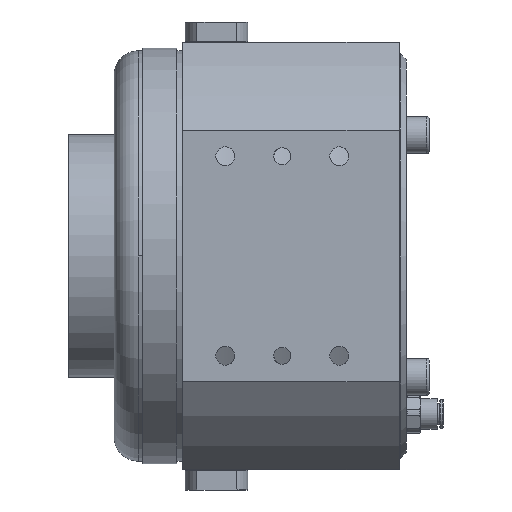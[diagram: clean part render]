
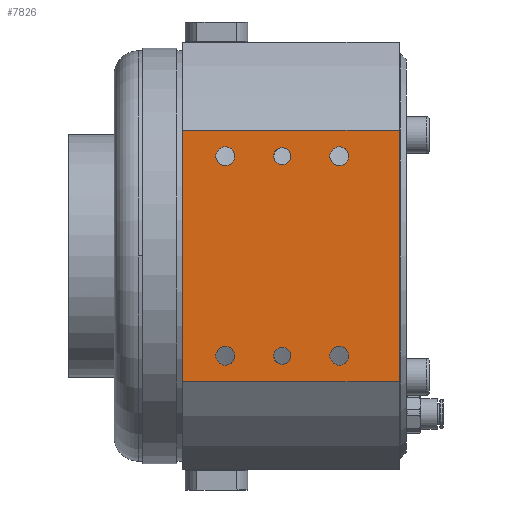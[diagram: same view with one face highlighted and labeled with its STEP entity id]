
A CAD part, front view. The second image highlights one B-rep face of the part: STEP entity #7826.
In plain terms, the highlighted planar face has unit normal (0, -1, 0).
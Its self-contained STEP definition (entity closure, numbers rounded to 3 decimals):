
#204=FACE_BOUND('',#1072,.T.);
#205=FACE_BOUND('',#1073,.T.);
#206=FACE_BOUND('',#1074,.T.);
#207=FACE_BOUND('',#1075,.T.);
#208=FACE_BOUND('',#1076,.T.);
#209=FACE_BOUND('',#1077,.T.);
#344=PLANE('',#8419);
#625=FACE_OUTER_BOUND('',#1071,.T.);
#1071=EDGE_LOOP('',(#5383,#5384,#5385,#5386));
#1072=EDGE_LOOP('',(#5387,#5388));
#1073=EDGE_LOOP('',(#5389,#5390));
#1074=EDGE_LOOP('',(#5391,#5392));
#1075=EDGE_LOOP('',(#5393,#5394));
#1076=EDGE_LOOP('',(#5395,#5396));
#1077=EDGE_LOOP('',(#5397,#5398));
#1606=CIRCLE('',#8398,3.);
#1607=CIRCLE('',#8399,3.);
#1609=CIRCLE('',#8403,3.);
#1610=CIRCLE('',#8404,3.);
#1612=CIRCLE('',#8408,3.324);
#1613=CIRCLE('',#8409,3.324);
#1614=CIRCLE('',#8411,3.324);
#1615=CIRCLE('',#8412,3.324);
#1616=CIRCLE('',#8414,3.324);
#1617=CIRCLE('',#8415,3.324);
#1618=CIRCLE('',#8417,3.324);
#1619=CIRCLE('',#8418,3.324);
#2148=LINE('',#12314,#2665);
#2159=LINE('',#12385,#2676);
#2160=LINE('',#12387,#2677);
#2161=LINE('',#12388,#2678);
#2665=VECTOR('',#9640,10.);
#2676=VECTOR('',#9727,10.);
#2677=VECTOR('',#9728,10.);
#2678=VECTOR('',#9729,10.);
#3236=VERTEX_POINT('',#12311);
#3237=VERTEX_POINT('',#12313);
#3247=VERTEX_POINT('',#12344);
#3248=VERTEX_POINT('',#12345);
#3249=VERTEX_POINT('',#12352);
#3250=VERTEX_POINT('',#12353);
#3251=VERTEX_POINT('',#12360);
#3252=VERTEX_POINT('',#12361);
#3253=VERTEX_POINT('',#12366);
#3254=VERTEX_POINT('',#12367);
#3255=VERTEX_POINT('',#12372);
#3256=VERTEX_POINT('',#12373);
#3257=VERTEX_POINT('',#12378);
#3258=VERTEX_POINT('',#12379);
#3259=VERTEX_POINT('',#12384);
#3260=VERTEX_POINT('',#12386);
#4079=EDGE_CURVE('',#3236,#3237,#2148,.T.);
#4095=EDGE_CURVE('',#3247,#3248,#1606,.T.);
#4096=EDGE_CURVE('',#3248,#3247,#1607,.T.);
#4099=EDGE_CURVE('',#3249,#3250,#1609,.T.);
#4100=EDGE_CURVE('',#3250,#3249,#1610,.T.);
#4103=EDGE_CURVE('',#3251,#3252,#1612,.T.);
#4104=EDGE_CURVE('',#3252,#3251,#1613,.T.);
#4106=EDGE_CURVE('',#3253,#3254,#1614,.T.);
#4107=EDGE_CURVE('',#3254,#3253,#1615,.T.);
#4109=EDGE_CURVE('',#3255,#3256,#1616,.T.);
#4110=EDGE_CURVE('',#3256,#3255,#1617,.T.);
#4112=EDGE_CURVE('',#3257,#3258,#1618,.T.);
#4113=EDGE_CURVE('',#3258,#3257,#1619,.T.);
#4115=EDGE_CURVE('',#3259,#3236,#2159,.T.);
#4116=EDGE_CURVE('',#3260,#3259,#2160,.T.);
#4117=EDGE_CURVE('',#3237,#3260,#2161,.T.);
#5383=ORIENTED_EDGE('',*,*,#4115,.F.);
#5384=ORIENTED_EDGE('',*,*,#4116,.F.);
#5385=ORIENTED_EDGE('',*,*,#4117,.F.);
#5386=ORIENTED_EDGE('',*,*,#4079,.F.);
#5387=ORIENTED_EDGE('',*,*,#4095,.T.);
#5388=ORIENTED_EDGE('',*,*,#4096,.T.);
#5389=ORIENTED_EDGE('',*,*,#4099,.T.);
#5390=ORIENTED_EDGE('',*,*,#4100,.T.);
#5391=ORIENTED_EDGE('',*,*,#4103,.T.);
#5392=ORIENTED_EDGE('',*,*,#4104,.T.);
#5393=ORIENTED_EDGE('',*,*,#4106,.T.);
#5394=ORIENTED_EDGE('',*,*,#4107,.T.);
#5395=ORIENTED_EDGE('',*,*,#4109,.T.);
#5396=ORIENTED_EDGE('',*,*,#4110,.T.);
#5397=ORIENTED_EDGE('',*,*,#4112,.T.);
#5398=ORIENTED_EDGE('',*,*,#4113,.T.);
#7826=ADVANCED_FACE('',(#625,#204,#205,#206,#207,#208,#209),#344,.F.);
#8398=AXIS2_PLACEMENT_3D('',#12346,#9677,#9678);
#8399=AXIS2_PLACEMENT_3D('',#12347,#9679,#9680);
#8403=AXIS2_PLACEMENT_3D('',#12354,#9688,#9689);
#8404=AXIS2_PLACEMENT_3D('',#12355,#9690,#9691);
#8408=AXIS2_PLACEMENT_3D('',#12362,#9699,#9700);
#8409=AXIS2_PLACEMENT_3D('',#12363,#9701,#9702);
#8411=AXIS2_PLACEMENT_3D('',#12368,#9706,#9707);
#8412=AXIS2_PLACEMENT_3D('',#12369,#9708,#9709);
#8414=AXIS2_PLACEMENT_3D('',#12374,#9713,#9714);
#8415=AXIS2_PLACEMENT_3D('',#12375,#9715,#9716);
#8417=AXIS2_PLACEMENT_3D('',#12380,#9720,#9721);
#8418=AXIS2_PLACEMENT_3D('',#12381,#9722,#9723);
#8419=AXIS2_PLACEMENT_3D('',#12383,#9725,#9726);
#9640=DIRECTION('',(0.,0.,1.));
#9677=DIRECTION('center_axis',(0.,1.,0.));
#9678=DIRECTION('ref_axis',(1.,0.,0.));
#9679=DIRECTION('center_axis',(0.,1.,0.));
#9680=DIRECTION('ref_axis',(1.,0.,0.));
#9688=DIRECTION('center_axis',(0.,1.,0.));
#9689=DIRECTION('ref_axis',(1.,0.,0.));
#9690=DIRECTION('center_axis',(0.,1.,0.));
#9691=DIRECTION('ref_axis',(1.,0.,0.));
#9699=DIRECTION('center_axis',(0.,1.,0.));
#9700=DIRECTION('ref_axis',(1.,0.,0.));
#9701=DIRECTION('center_axis',(0.,1.,0.));
#9702=DIRECTION('ref_axis',(1.,0.,0.));
#9706=DIRECTION('center_axis',(0.,1.,0.));
#9707=DIRECTION('ref_axis',(1.,0.,0.));
#9708=DIRECTION('center_axis',(0.,1.,0.));
#9709=DIRECTION('ref_axis',(1.,0.,0.));
#9713=DIRECTION('center_axis',(0.,1.,0.));
#9714=DIRECTION('ref_axis',(1.,0.,0.));
#9715=DIRECTION('center_axis',(0.,1.,0.));
#9716=DIRECTION('ref_axis',(1.,0.,0.));
#9720=DIRECTION('center_axis',(0.,1.,0.));
#9721=DIRECTION('ref_axis',(1.,0.,0.));
#9722=DIRECTION('center_axis',(0.,1.,0.));
#9723=DIRECTION('ref_axis',(1.,0.,0.));
#9725=DIRECTION('center_axis',(0.,1.,0.));
#9726=DIRECTION('ref_axis',(0.,0.,1.));
#9727=DIRECTION('',(-1.,0.,0.));
#9728=DIRECTION('',(0.,0.,-1.));
#9729=DIRECTION('',(1.,0.,0.));
#12311=CARTESIAN_POINT('',(0.,-75.,-44.091));
#12313=CARTESIAN_POINT('',(0.,-75.,44.091));
#12314=CARTESIAN_POINT('',(0.,-75.,25.));
#12344=CARTESIAN_POINT('',(38.,-75.,-35.));
#12345=CARTESIAN_POINT('',(32.,-75.,-35.));
#12346=CARTESIAN_POINT('Origin',(35.,-75.,-35.));
#12347=CARTESIAN_POINT('Origin',(35.,-75.,-35.));
#12352=CARTESIAN_POINT('',(38.,-75.,35.));
#12353=CARTESIAN_POINT('',(32.,-75.,35.));
#12354=CARTESIAN_POINT('Origin',(35.,-75.,35.));
#12355=CARTESIAN_POINT('Origin',(35.,-75.,35.));
#12360=CARTESIAN_POINT('',(58.324,-75.,-35.));
#12361=CARTESIAN_POINT('',(51.677,-75.,-35.));
#12362=CARTESIAN_POINT('Origin',(55.,-75.,-35.));
#12363=CARTESIAN_POINT('Origin',(55.,-75.,-35.));
#12366=CARTESIAN_POINT('',(18.324,-75.,35.));
#12367=CARTESIAN_POINT('',(11.677,-75.,35.));
#12368=CARTESIAN_POINT('Origin',(15.,-75.,35.));
#12369=CARTESIAN_POINT('Origin',(15.,-75.,35.));
#12372=CARTESIAN_POINT('',(58.324,-75.,35.));
#12373=CARTESIAN_POINT('',(51.677,-75.,35.));
#12374=CARTESIAN_POINT('Origin',(55.,-75.,35.));
#12375=CARTESIAN_POINT('Origin',(55.,-75.,35.));
#12378=CARTESIAN_POINT('',(18.324,-75.,-35.));
#12379=CARTESIAN_POINT('',(11.677,-75.,-35.));
#12380=CARTESIAN_POINT('Origin',(15.,-75.,-35.));
#12381=CARTESIAN_POINT('Origin',(15.,-75.,-35.));
#12383=CARTESIAN_POINT('Origin',(0.,-75.,50.));
#12384=CARTESIAN_POINT('',(76.,-75.,-44.091));
#12385=CARTESIAN_POINT('',(38.,-75.,-44.091));
#12386=CARTESIAN_POINT('',(76.,-75.,44.091));
#12387=CARTESIAN_POINT('',(76.,-75.,25.));
#12388=CARTESIAN_POINT('',(38.,-75.,44.091));
